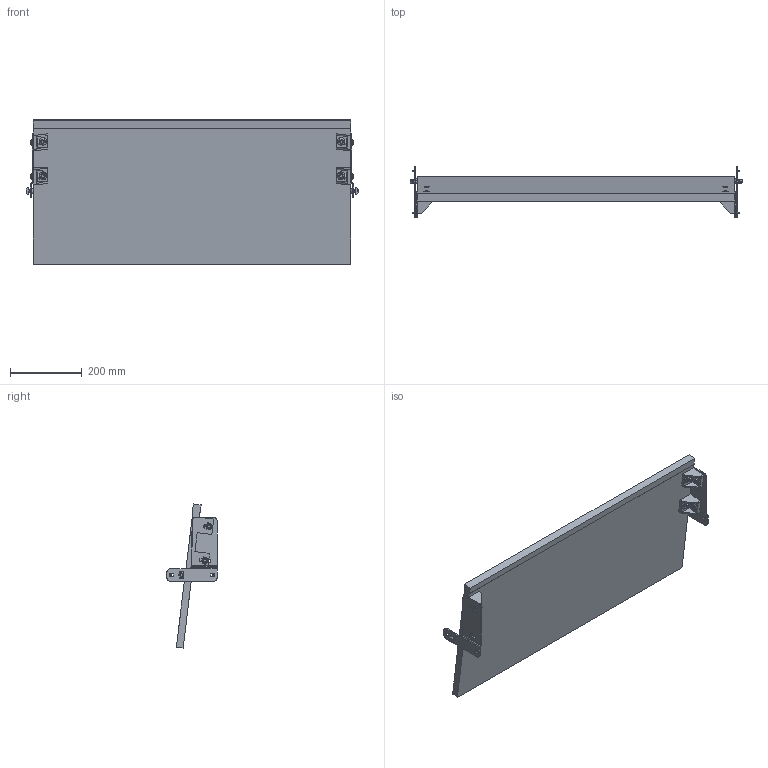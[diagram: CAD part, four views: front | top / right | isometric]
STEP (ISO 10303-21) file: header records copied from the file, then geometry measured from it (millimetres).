
FILE_DESCRIPTION(('STEP AP214'),'1');
FILE_NAME('cctmp_ED090965-D288-4CD3-8DA7-28C5C9755A54_2023_04_25_07_08_06_0999_13416..stp','2023-04-25T05:08:07',('Bosch Rexroth AG'),('CADClick - www.CADClick.com'),'Spatial InterOp 3D',' ','unknown authorization - (Healing Option Enabled)');
FILE_SCHEMA(('AUTOMOTIVE_DESIGN'));
Length unit declared in the file: millimetre
Products named in the file (1): 2023_04_25_07_08_06_0948
Bounding box: 924 x 140 x 401.01 mm (x, y, z)
Volume: 7025134 mm3; surface area: 855764.1 mm2
Topology: 1 solids, 1 shells, 638 faces, 1804 edges, 1150 vertices
Faces by surface type: plane 370, cylinder 208, cone 48, sphere 12
Entity records: 26525 total; most frequent: CARTESIAN_POINT 4715, ORIENTED_EDGE 3600, DIRECTION 3452, EDGE_CURVE 1800, AXIS2_PLACEMENT_3D 1177, VERTEX_POINT 1150, LINE 1098, VECTOR 1098
